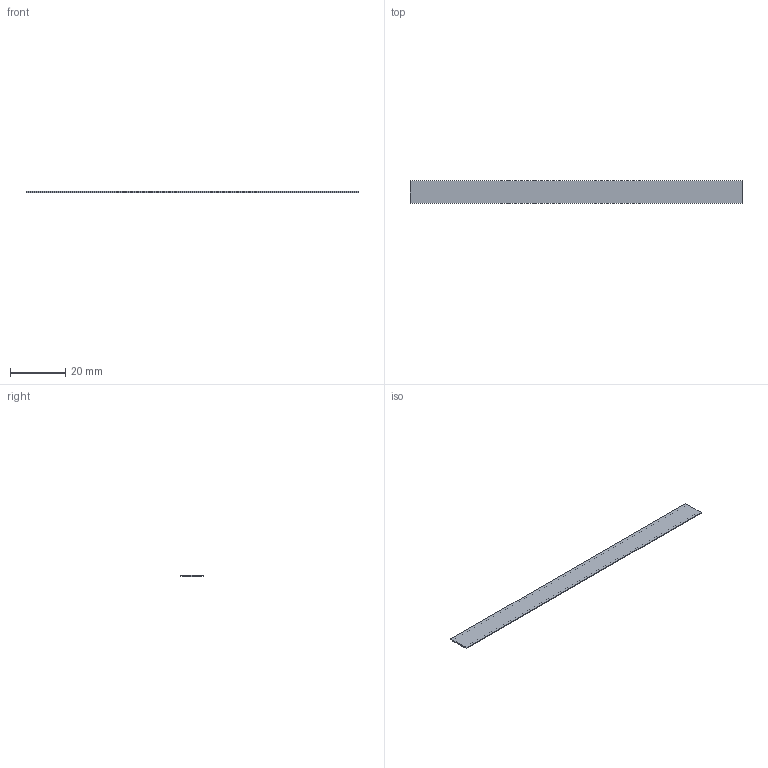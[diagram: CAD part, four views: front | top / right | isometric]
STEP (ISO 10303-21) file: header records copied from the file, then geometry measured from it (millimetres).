
FILE_DESCRIPTION((''),'2;1');
FILE_NAME('1092898-01-Z01','2021-05-05T13:56:50',('AT10150'),(''),'CREO PARAMETRIC BY PTC INC, 2019164','CREO PARAMETRIC BY PTC INC, 2019164','');
FILE_SCHEMA(('AUTOMOTIVE_DESIGN { 1 0 10303 214 1 1 1 1 }'));
Length unit declared in the file: millimetre
Products named in the file (1): 1092898-01-Z01
Bounding box: 120 x 8 x 0.45 mm (x, y, z)
Volume: 384 mm3; surface area: 2034.4 mm2
Topology: 1 solids, 1 shells, 10 faces, 73 edges, 68 vertices
Faces by surface type: plane 10
Entity records: 920 total; most frequent: CARTESIAN_POINT 102, DIRECTION 95, PRESENTATION_STYLE_ASSIGNMENT 74, STYLED_ITEM 74, VECTOR 73, LINE 73, CURVE_STYLE 73, TRIMMED_CURVE 49
